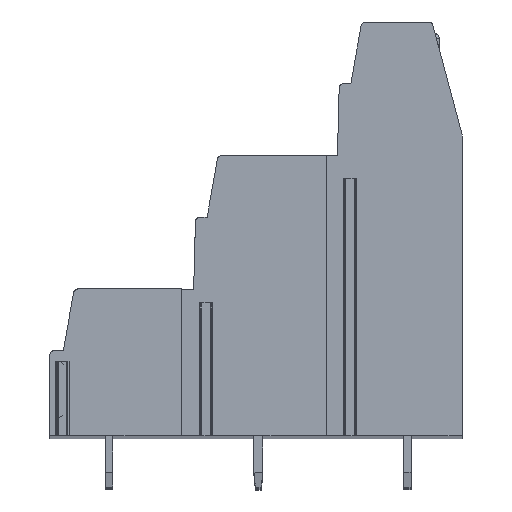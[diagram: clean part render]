
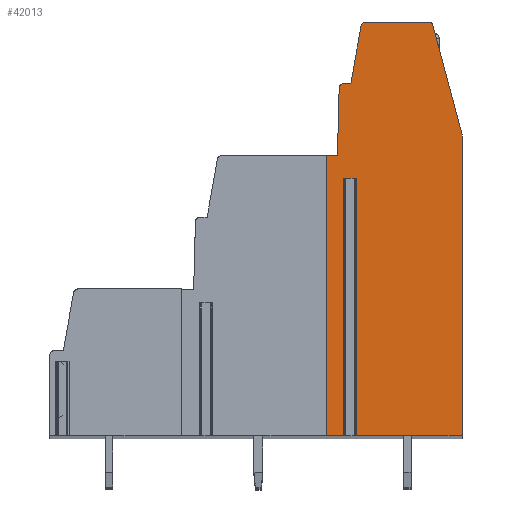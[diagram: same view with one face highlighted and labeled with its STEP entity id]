
A CAD part, top view. The second image highlights one B-rep face of the part: STEP entity #42013.
In plain terms, the highlighted planar face has unit normal (0, 0, 1).
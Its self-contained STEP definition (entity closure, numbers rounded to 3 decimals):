
#14=DIRECTION('',(-1.,0.,0.));
#15=VECTOR('',#14,0.743);
#16=CARTESIAN_POINT('',(1.908,2.65,114.3));
#17=LINE('',#16,#15);
#18=DIRECTION('',(0.,-1.,0.));
#19=VECTOR('',#18,17.55);
#20=CARTESIAN_POINT('',(1.165,2.65,114.3));
#21=LINE('',#20,#19);
#22=DIRECTION('',(1.,0.,0.));
#23=VECTOR('',#22,1.228);
#24=CARTESIAN_POINT('',(-0.063,-14.9,114.3));
#25=LINE('',#24,#23);
#26=DIRECTION('',(-1.,0.,0.));
#27=VECTOR('',#26,0.75);
#28=CARTESIAN_POINT('',(0.687,4.2,114.3));
#29=LINE('',#28,#27);
#30=DIRECTION('',(-0.026,-1.,0.));
#31=VECTOR('',#30,4.609);
#32=CARTESIAN_POINT('',(0.808,8.808,114.3));
#33=LINE('',#32,#31);
#34=CARTESIAN_POINT('',(1.108,8.8,114.3));
#35=DIRECTION('',(0.,0.,1.));
#36=DIRECTION('',(0.,1.,0.));
#37=AXIS2_PLACEMENT_3D('',#34,#35,#36);
#39=DIRECTION('',(-1.,0.,0.));
#40=VECTOR('',#39,0.497);
#41=CARTESIAN_POINT('',(1.605,9.1,114.3));
#42=LINE('',#41,#40);
#43=DIRECTION('',(-0.174,-0.985,0.));
#44=VECTOR('',#43,4.013);
#45=CARTESIAN_POINT('',(2.301,13.052,114.3));
#46=LINE('',#45,#44);
#47=CARTESIAN_POINT('',(2.597,13.,114.3));
#48=DIRECTION('',(0.,0.,1.));
#49=DIRECTION('',(0.,1.,0.));
#50=AXIS2_PLACEMENT_3D('',#47,#48,#49);
#52=DIRECTION('',(-1.,0.,0.));
#53=VECTOR('',#52,4.31);
#54=CARTESIAN_POINT('',(6.907,13.3,114.3));
#55=LINE('',#54,#53);
#56=CARTESIAN_POINT('',(6.907,13.,114.3));
#57=DIRECTION('',(0.,0.,1.));
#58=DIRECTION('',(0.966,0.259,0.));
#59=AXIS2_PLACEMENT_3D('',#56,#57,#58);
#61=CARTESIAN_POINT('',(8.187,5.518,114.3));
#62=DIRECTION('',(0.,0.,1.));
#63=DIRECTION('',(1.,0.,0.));
#64=AXIS2_PLACEMENT_3D('',#61,#62,#63);
#66=DIRECTION('',(0.,1.,0.));
#67=VECTOR('',#66,20.418);
#68=CARTESIAN_POINT('',(9.187,-14.9,114.3));
#69=LINE('',#68,#67);
#70=DIRECTION('',(1.,0.,0.));
#71=VECTOR('',#70,7.279);
#72=CARTESIAN_POINT('',(1.908,-14.9,114.3));
#73=LINE('',#72,#71);
#74=DIRECTION('',(0.,-1.,0.));
#75=VECTOR('',#74,17.55);
#76=CARTESIAN_POINT('',(1.908,2.65,114.3));
#77=LINE('',#76,#75);
#13182=DIRECTION('',(-0.259,0.966,0.));
#13183=VECTOR('',#13182,7.558);
#13184=CARTESIAN_POINT('',(9.153,5.777,114.3));
#13185=LINE('',#13184,#13183);
#22377=DIRECTION('',(0.,-1.,0.));
#22378=VECTOR('',#22377,19.1);
#22379=CARTESIAN_POINT('',(-0.063,4.2,114.3));
#22380=LINE('',#22379,#22378);
#33089=CARTESIAN_POINT('',(9.187,-14.9,114.3));
#33090=CARTESIAN_POINT('',(9.187,5.518,114.3));
#33091=VERTEX_POINT('',#33089);
#33092=VERTEX_POINT('',#33090);
#33093=CARTESIAN_POINT('',(9.153,5.777,114.3));
#33094=VERTEX_POINT('',#33093);
#33095=CARTESIAN_POINT('',(7.197,13.078,114.3));
#33096=CARTESIAN_POINT('',(6.907,13.3,114.3));
#33097=VERTEX_POINT('',#33095);
#33098=VERTEX_POINT('',#33096);
#33099=CARTESIAN_POINT('',(2.597,13.3,114.3));
#33100=VERTEX_POINT('',#33099);
#33101=CARTESIAN_POINT('',(2.301,13.052,114.3));
#33102=VERTEX_POINT('',#33101);
#33103=CARTESIAN_POINT('',(1.605,9.1,114.3));
#33104=VERTEX_POINT('',#33103);
#33105=CARTESIAN_POINT('',(1.108,9.1,114.3));
#33106=VERTEX_POINT('',#33105);
#33107=CARTESIAN_POINT('',(0.808,8.808,114.3));
#33108=VERTEX_POINT('',#33107);
#33109=CARTESIAN_POINT('',(0.687,4.2,114.3));
#33110=VERTEX_POINT('',#33109);
#33149=CARTESIAN_POINT('',(-0.063,-14.9,114.3));
#33151=VERTEX_POINT('',#33149);
#33157=CARTESIAN_POINT('',(-0.063,4.2,114.3));
#33158=VERTEX_POINT('',#33157);
#33205=CARTESIAN_POINT('',(1.908,2.65,114.3));
#33206=CARTESIAN_POINT('',(1.165,2.65,114.3));
#33207=VERTEX_POINT('',#33205);
#33208=VERTEX_POINT('',#33206);
#33209=CARTESIAN_POINT('',(1.908,-14.9,114.3));
#33210=VERTEX_POINT('',#33209);
#33211=CARTESIAN_POINT('',(1.165,-14.9,114.3));
#33212=VERTEX_POINT('',#33211);
#41972=CARTESIAN_POINT('',(0.,0.,114.3));
#41973=DIRECTION('',(0.,0.,1.));
#41974=DIRECTION('',(1.,0.,0.));
#41975=AXIS2_PLACEMENT_3D('',#41972,#41973,#41974);
#41976=PLANE('',#41975);
#41978=ORIENTED_EDGE('',*,*,#41977,.T.);
#41980=ORIENTED_EDGE('',*,*,#41979,.T.);
#41982=ORIENTED_EDGE('',*,*,#41981,.F.);
#41984=ORIENTED_EDGE('',*,*,#41983,.F.);
#41986=ORIENTED_EDGE('',*,*,#41985,.F.);
#41988=ORIENTED_EDGE('',*,*,#41987,.F.);
#41990=ORIENTED_EDGE('',*,*,#41989,.F.);
#41992=ORIENTED_EDGE('',*,*,#41991,.F.);
#41994=ORIENTED_EDGE('',*,*,#41993,.F.);
#41996=ORIENTED_EDGE('',*,*,#41995,.F.);
#41998=ORIENTED_EDGE('',*,*,#41997,.F.);
#42000=ORIENTED_EDGE('',*,*,#41999,.F.);
#42002=ORIENTED_EDGE('',*,*,#42001,.F.);
#42004=ORIENTED_EDGE('',*,*,#42003,.F.);
#42006=ORIENTED_EDGE('',*,*,#42005,.F.);
#42008=ORIENTED_EDGE('',*,*,#42007,.F.);
#42010=ORIENTED_EDGE('',*,*,#42009,.F.);
#42011=EDGE_LOOP('',(#41978,#41980,#41982,#41984,#41986,#41988,#41990,#41992,
#41994,#41996,#41998,#42000,#42002,#42004,#42006,#42008,#42010));
#42012=FACE_OUTER_BOUND('',#42011,.F.);
#38=CIRCLE('',#37,0.3);
#51=CIRCLE('',#50,0.3);
#60=CIRCLE('',#59,0.3);
#65=CIRCLE('',#64,1.);
#41977=EDGE_CURVE('',#33207,#33208,#17,.T.);
#41979=EDGE_CURVE('',#33208,#33212,#21,.T.);
#41981=EDGE_CURVE('',#33151,#33212,#25,.T.);
#41983=EDGE_CURVE('',#33158,#33151,#22380,.T.);
#41985=EDGE_CURVE('',#33110,#33158,#29,.T.);
#41987=EDGE_CURVE('',#33108,#33110,#33,.T.);
#41989=EDGE_CURVE('',#33106,#33108,#38,.T.);
#41991=EDGE_CURVE('',#33104,#33106,#42,.T.);
#41993=EDGE_CURVE('',#33102,#33104,#46,.T.);
#41995=EDGE_CURVE('',#33100,#33102,#51,.T.);
#41997=EDGE_CURVE('',#33098,#33100,#55,.T.);
#41999=EDGE_CURVE('',#33097,#33098,#60,.T.);
#42001=EDGE_CURVE('',#33094,#33097,#13185,.T.);
#42003=EDGE_CURVE('',#33092,#33094,#65,.T.);
#42005=EDGE_CURVE('',#33091,#33092,#69,.T.);
#42007=EDGE_CURVE('',#33210,#33091,#73,.T.);
#42009=EDGE_CURVE('',#33207,#33210,#77,.T.);
#42013=ADVANCED_FACE('',(#42012),#41976,.T.);
